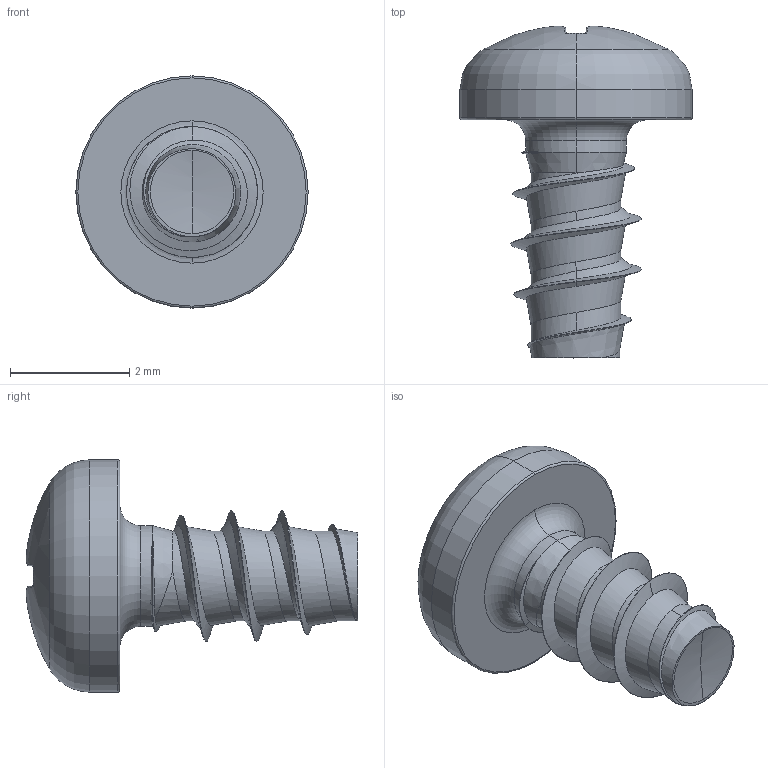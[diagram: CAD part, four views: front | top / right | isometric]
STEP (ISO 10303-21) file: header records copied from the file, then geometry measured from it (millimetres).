
FILE_DESCRIPTION (( 'STEP AP203' ), '1' );
FILE_NAME ('STP320220040.STEP', '2017-08-15T13:59:56', ( '' ), ( '' ), 'SwSTEP 2.0', 'SolidWorks 2015', '' );
FILE_SCHEMA (( 'CONFIG_CONTROL_DESIGN' ));
Length unit declared in the file: millimetre
Products named in the file (1): STP320220040
Bounding box: 3.9 x 5.58 x 3.9 mm (x, y, z)
Volume: 22.3 mm3; surface area: 67.6 mm2
Topology: 1 solids, 1 shells, 171 faces, 382 edges, 213 vertices
Faces by surface type: bspline 51, cylinder 34, torus 28, sphere 28, plane 22, cone 8
Entity records: 11708 total; most frequent: CARTESIAN_POINT 8193, ORIENTED_EDGE 760, DIRECTION 686, EDGE_CURVE 380, AXIS2_PLACEMENT_3D 310, VERTEX_POINT 213, CIRCLE 189, EDGE_LOOP 173
